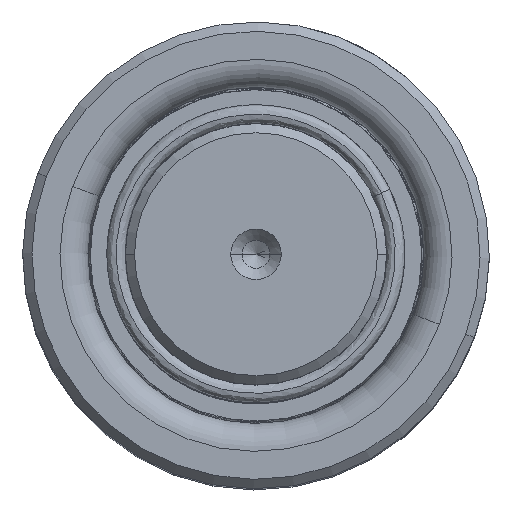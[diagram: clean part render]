
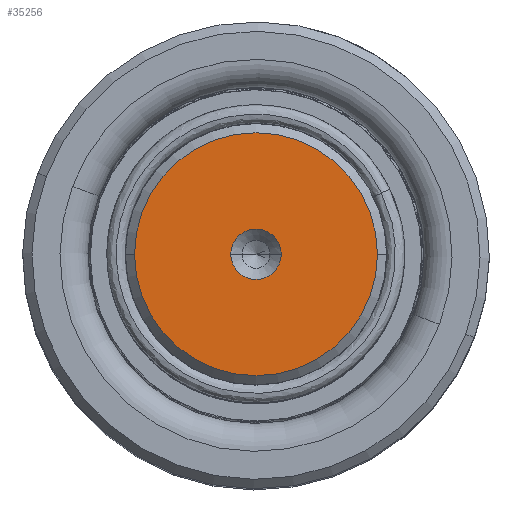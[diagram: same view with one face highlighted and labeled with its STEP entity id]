
A CAD part, top view. The second image highlights one B-rep face of the part: STEP entity #35256.
In plain terms, the highlighted planar face has unit normal (0, 0, 1).
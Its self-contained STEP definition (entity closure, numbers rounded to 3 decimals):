
#1090 = AXIS2_PLACEMENT_3D ( 'NONE', #29442, #6879, #25089 ) ;
#1709 = PLANE ( 'NONE',  #9016 ) ;
#2449 = CIRCLE ( 'NONE', #40176, 2.7 ) ;
#6879 = DIRECTION ( 'NONE',  ( 0., 0., 1. ) ) ;
#8507 = ORIENTED_EDGE ( 'NONE', *, *, #16741, .F. ) ;
#9016 = AXIS2_PLACEMENT_3D ( 'NONE', #25434, #34361, #38936 ) ;
#9835 = CARTESIAN_POINT ( 'NONE',  ( 13.011, 0., 150. ) ) ;
#11341 = EDGE_LOOP ( 'NONE', ( #31844, #33669 ) ) ;
#11850 = CARTESIAN_POINT ( 'NONE',  ( 0., 0., 150. ) ) ;
#13933 = DIRECTION ( 'NONE',  ( 0., 0., 1. ) ) ;
#14125 = AXIS2_PLACEMENT_3D ( 'NONE', #14889, #15075, #19415 ) ;
#14415 = CARTESIAN_POINT ( 'NONE',  ( -13.011, 0., 150. ) ) ;
#14889 = CARTESIAN_POINT ( 'NONE',  ( 0., 0., 150. ) ) ;
#15075 = DIRECTION ( 'NONE',  ( 0., 0., 1. ) ) ;
#15132 = CARTESIAN_POINT ( 'NONE',  ( -2.7, 0., 150. ) ) ;
#16741 = EDGE_CURVE ( 'NONE', #32481, #34115, #40880, .T. ) ;
#19415 = DIRECTION ( 'NONE',  ( 1., 0., 0. ) ) ;
#19819 = CARTESIAN_POINT ( 'NONE',  ( 0., 0., 150. ) ) ;
#21757 = FACE_BOUND ( 'NONE', #23611, .T. ) ;
#22133 = EDGE_CURVE ( 'NONE', #34115, #32481, #2449, .T. ) ;
#23611 = EDGE_LOOP ( 'NONE', ( #23906, #8507 ) ) ;
#23906 = ORIENTED_EDGE ( 'NONE', *, *, #22133, .F. ) ;
#25089 = DIRECTION ( 'NONE',  ( 1., 0., 0. ) ) ;
#25434 = CARTESIAN_POINT ( 'NONE',  ( 0., 0., 150. ) ) ;
#26320 = CIRCLE ( 'NONE', #1090, 13.011 ) ;
#28119 = FACE_OUTER_BOUND ( 'NONE', #11341, .T. ) ;
#29442 = CARTESIAN_POINT ( 'NONE',  ( 0., 0., 150. ) ) ;
#31166 = EDGE_CURVE ( 'NONE', #32513, #33307, #37562, .T. ) ;
#31844 = ORIENTED_EDGE ( 'NONE', *, *, #53169, .T. ) ;
#32481 = VERTEX_POINT ( 'NONE', #15132 ) ;
#32513 = VERTEX_POINT ( 'NONE', #9835 ) ;
#33307 = VERTEX_POINT ( 'NONE', #14415 ) ;
#33669 = ORIENTED_EDGE ( 'NONE', *, *, #31166, .T. ) ;
#34115 = VERTEX_POINT ( 'NONE', #49026 ) ;
#34361 = DIRECTION ( 'NONE',  ( 0., 0., 1. ) ) ;
#35256 = ADVANCED_FACE ( 'NONE', ( #21757, #28119 ), #1709, .T. ) ;
#37562 = CIRCLE ( 'NONE', #14125, 13.011 ) ;
#38936 = DIRECTION ( 'NONE',  ( 1., 0., 0. ) ) ;
#40176 = AXIS2_PLACEMENT_3D ( 'NONE', #11850, #47684, #47881 ) ;
#40880 = CIRCLE ( 'NONE', #51474, 2.7 ) ;
#47684 = DIRECTION ( 'NONE',  ( 0., 0., 1. ) ) ;
#47881 = DIRECTION ( 'NONE',  ( 1., 0., 0. ) ) ;
#49026 = CARTESIAN_POINT ( 'NONE',  ( 2.7, 0., 150. ) ) ;
#51145 = DIRECTION ( 'NONE',  ( 1., 0., 0. ) ) ;
#51474 = AXIS2_PLACEMENT_3D ( 'NONE', #19819, #13933, #51145 ) ;
#53169 = EDGE_CURVE ( 'NONE', #33307, #32513, #26320, .T. ) ;
